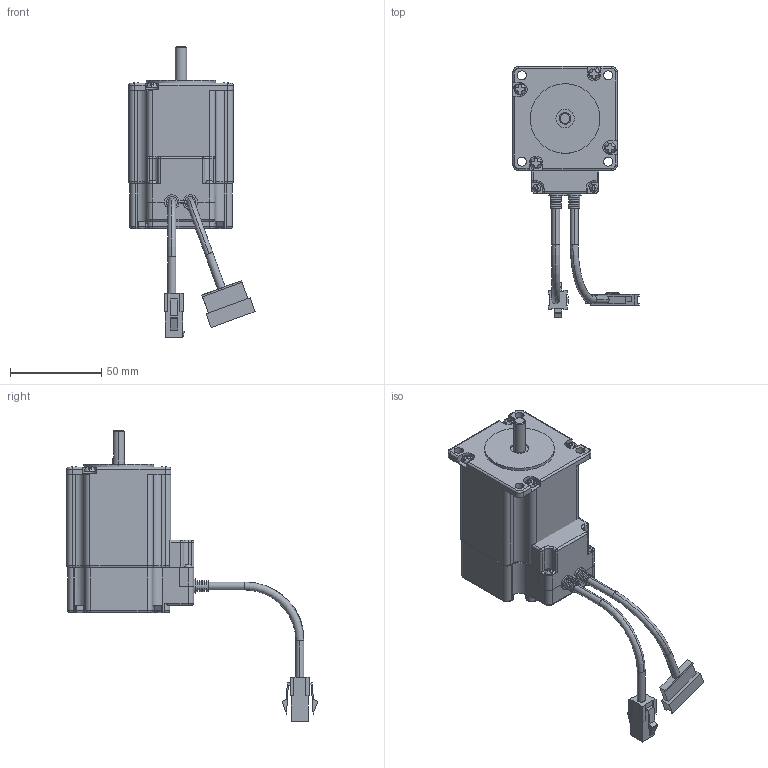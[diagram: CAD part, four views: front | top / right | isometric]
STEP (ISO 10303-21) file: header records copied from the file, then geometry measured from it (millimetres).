
FILE_DESCRIPTION (( 'STEP AP203' ), '1' );
FILE_NAME ('EzM-56M Assembly_091218.STEP', '2013-11-19T08:21:46', ( '' ), ( '' ), 'SwSTEP 2.0', 'SolidWorks 2012', '' );
FILE_SCHEMA (( 'CONFIG_CONTROL_DESIGN' ));
Length unit declared in the file: millimetre
Products named in the file (9): EzM-56M Assembly_091218; MainEzM-56M-assembly-1; Mainconnector_e-1-6; Maincable-1-3; MainM3-screw-1-2; MainEncoder_Mounting_Plate-1-3; MainEZSV_56_Encoder_Cover-1-3; MainEZSV_56_Cable_Cover-1-3; MainEzM-56M-1
Assembly tree (13 placements, depth 3):
  EzM-56M Assembly_091218
    MainEzM-56M-assembly-1
      MainEzM-56M-1
      MainEZSV_56_Cable_Cover-1-3
      MainEZSV_56_Encoder_Cover-1-3
      MainEncoder_Mounting_Plate-1-3
      MainM3-screw-1-2  x6
      Maincable-1-3
      Mainconnector_e-1-6
Bounding box: 68.99 x 137.14 x 159 mm (x, y, z)
Volume: 190804.2 mm3; surface area: 53314.6 mm2
Topology: 16 solids, 16 shells, 918 faces, 2451 edges, 1584 vertices
Faces by surface type: plane 494, cylinder 340, bspline 34, sphere 24, torus 20, cone 6
Entity records: 28395 total; most frequent: CARTESIAN_POINT 7529, ORIENTED_EDGE 4198, DIRECTION 4065, EDGE_CURVE 2099, AXIS2_PLACEMENT_3D 1437, VERTEX_POINT 1364, LINE 1191, VECTOR 1191
